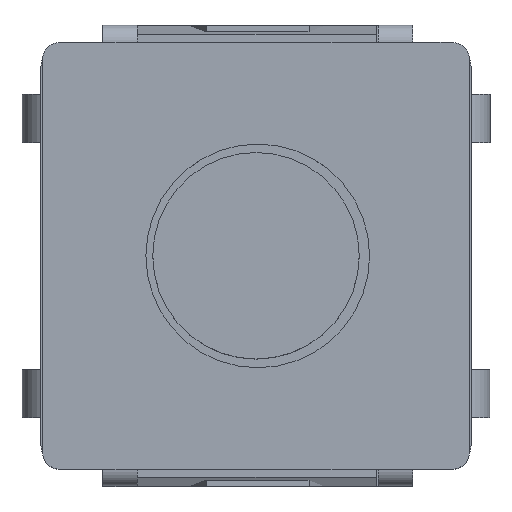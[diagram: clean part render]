
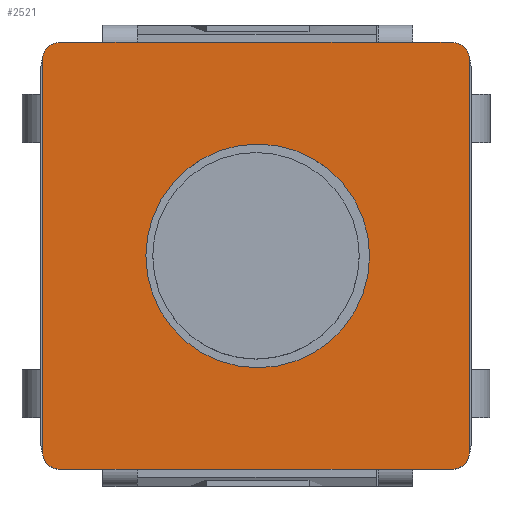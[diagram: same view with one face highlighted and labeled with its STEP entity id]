
A CAD part, top view. The second image highlights one B-rep face of the part: STEP entity #2521.
In plain terms, the highlighted face is planar.
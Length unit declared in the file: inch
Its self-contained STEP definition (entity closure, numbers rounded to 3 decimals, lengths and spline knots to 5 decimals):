
#2355=CARTESIAN_POINT('',(0.1122,0.04429,-0.12205));
#2356=VERTEX_POINT('',#2355);
#2363=CARTESIAN_POINT('',(0.12205,0.04429,-0.1122));
#2364=VERTEX_POINT('',#2363);
#2365=CARTESIAN_POINT('',(0.1122,0.04429,-0.1122));
#2366=DIRECTION('',(0.0,-1.,0.0));
#2367=DIRECTION('',(0.707,0.0,-0.707));
#2368=AXIS2_PLACEMENT_3D('',#2365,#2366,#2367);
#2369=CIRCLE('',#2368,0.00984);
#2370=EDGE_CURVE('',#2356,#2364,#2369,.T.);
#2381=CARTESIAN_POINT('',(-0.12205,0.04429,0.0));
#2382=DIRECTION('',(0.0,1.0,0.0));
#2383=DIRECTION('',(0.0,0.0,1.0));
#2384=AXIS2_PLACEMENT_3D('',#2381,#2382,#2383);
#2385=PLANE('',#2384);
#2386=ORIENTED_EDGE('',*,*,#2370,.F.);
#2387=CARTESIAN_POINT('',(-0.1122,0.04429,-0.12205));
#2388=VERTEX_POINT('',#2387);
#2389=CARTESIAN_POINT('',(0.1122,0.04429,-0.12205));
#2390=DIRECTION('',(-1.0,0.0,0.0));
#2391=VECTOR('',#2390,0.22441);
#2392=LINE('',#2389,#2391);
#2393=EDGE_CURVE('',#2356,#2388,#2392,.T.);
#2394=ORIENTED_EDGE('',*,*,#2393,.T.);
#2395=CARTESIAN_POINT('',(-0.12205,0.04429,-0.1122));
#2396=VERTEX_POINT('',#2395);
#2397=CARTESIAN_POINT('',(-0.1122,0.04429,-0.1122));
#2398=DIRECTION('',(0.0,-1.,0.0));
#2399=DIRECTION('',(-0.707,0.0,-0.707));
#2400=AXIS2_PLACEMENT_3D('',#2397,#2398,#2399);
#2401=CIRCLE('',#2400,0.00984);
#2402=EDGE_CURVE('',#2396,#2388,#2401,.T.);
#2403=ORIENTED_EDGE('',*,*,#2402,.F.);
#2404=CARTESIAN_POINT('',(-0.12205,0.04429,-0.08957));
#2405=VERTEX_POINT('',#2404);
#2406=CARTESIAN_POINT('',(-0.12205,0.04429,-0.1122));
#2407=DIRECTION('',(0.0,0.0,1.0));
#2408=VECTOR('',#2407,0.02264);
#2409=LINE('',#2406,#2408);
#2410=EDGE_CURVE('',#2396,#2405,#2409,.T.);
#2411=ORIENTED_EDGE('',*,*,#2410,.T.);
#2412=CARTESIAN_POINT('',(-0.12205,0.04429,-0.06988));
#2413=VERTEX_POINT('',#2412);
#2414=CARTESIAN_POINT('',(-0.12205,0.04429,-0.08957));
#2415=DIRECTION('',(0.0,0.0,1.0));
#2416=VECTOR('',#2415,0.01969);
#2417=LINE('',#2414,#2416);
#2418=EDGE_CURVE('',#2405,#2413,#2417,.T.);
#2419=ORIENTED_EDGE('',*,*,#2418,.T.);
#2420=CARTESIAN_POINT('',(-0.12205,0.04429,0.06791));
#2421=VERTEX_POINT('',#2420);
#2422=CARTESIAN_POINT('',(-0.12205,0.04429,-0.06988));
#2423=DIRECTION('',(0.0,0.0,1.0));
#2424=VECTOR('',#2423,0.1378);
#2425=LINE('',#2422,#2424);
#2426=EDGE_CURVE('',#2413,#2421,#2425,.T.);
#2427=ORIENTED_EDGE('',*,*,#2426,.T.);
#2428=CARTESIAN_POINT('',(-0.12205,0.04429,0.0876));
#2429=VERTEX_POINT('',#2428);
#2430=CARTESIAN_POINT('',(-0.12205,0.04429,0.06791));
#2431=DIRECTION('',(0.0,0.0,1.0));
#2432=VECTOR('',#2431,0.01969);
#2433=LINE('',#2430,#2432);
#2434=EDGE_CURVE('',#2421,#2429,#2433,.T.);
#2435=ORIENTED_EDGE('',*,*,#2434,.T.);
#2436=CARTESIAN_POINT('',(-0.12205,0.04429,0.1122));
#2437=VERTEX_POINT('',#2436);
#2438=CARTESIAN_POINT('',(-0.12205,0.04429,0.0876));
#2439=DIRECTION('',(0.0,0.0,1.0));
#2440=VECTOR('',#2439,0.02461);
#2441=LINE('',#2438,#2440);
#2442=EDGE_CURVE('',#2429,#2437,#2441,.T.);
#2443=ORIENTED_EDGE('',*,*,#2442,.T.);
#2444=CARTESIAN_POINT('',(-0.1122,0.04429,0.12205));
#2445=VERTEX_POINT('',#2444);
#2446=CARTESIAN_POINT('',(-0.1122,0.04429,0.1122));
#2447=DIRECTION('',(0.0,-1.,0.0));
#2448=DIRECTION('',(-0.707,0.0,0.707));
#2449=AXIS2_PLACEMENT_3D('',#2446,#2447,#2448);
#2450=CIRCLE('',#2449,0.00984);
#2451=EDGE_CURVE('',#2445,#2437,#2450,.T.);
#2452=ORIENTED_EDGE('',*,*,#2451,.F.);
#2453=CARTESIAN_POINT('',(0.1122,0.04429,0.12205));
#2454=VERTEX_POINT('',#2453);
#2455=CARTESIAN_POINT('',(-0.1122,0.04429,0.12205));
#2456=DIRECTION('',(1.0,0.0,0.0));
#2457=VECTOR('',#2456,0.22441);
#2458=LINE('',#2455,#2457);
#2459=EDGE_CURVE('',#2445,#2454,#2458,.T.);
#2460=ORIENTED_EDGE('',*,*,#2459,.T.);
#2461=CARTESIAN_POINT('',(0.12205,0.04429,0.1122));
#2462=VERTEX_POINT('',#2461);
#2463=CARTESIAN_POINT('',(0.1122,0.04429,0.1122));
#2464=DIRECTION('',(0.0,-1.,0.0));
#2465=DIRECTION('',(0.707,0.0,0.707));
#2466=AXIS2_PLACEMENT_3D('',#2463,#2464,#2465);
#2467=CIRCLE('',#2466,0.00984);
#2468=EDGE_CURVE('',#2462,#2454,#2467,.T.);
#2469=ORIENTED_EDGE('',*,*,#2468,.F.);
#2470=CARTESIAN_POINT('',(0.12205,0.04429,0.0876));
#2471=VERTEX_POINT('',#2470);
#2472=CARTESIAN_POINT('',(0.12205,0.04429,0.0876));
#2473=DIRECTION('',(0.0,0.0,1.0));
#2474=VECTOR('',#2473,0.02461);
#2475=LINE('',#2472,#2474);
#2476=EDGE_CURVE('',#2471,#2462,#2475,.T.);
#2477=ORIENTED_EDGE('',*,*,#2476,.F.);
#2478=CARTESIAN_POINT('',(0.12205,0.04429,0.06791));
#2479=VERTEX_POINT('',#2478);
#2480=CARTESIAN_POINT('',(0.12205,0.04429,0.06791));
#2481=DIRECTION('',(0.0,0.0,1.0));
#2482=VECTOR('',#2481,0.01969);
#2483=LINE('',#2480,#2482);
#2484=EDGE_CURVE('',#2479,#2471,#2483,.T.);
#2485=ORIENTED_EDGE('',*,*,#2484,.F.);
#2486=CARTESIAN_POINT('',(0.12205,0.04429,-0.06988));
#2487=VERTEX_POINT('',#2486);
#2488=CARTESIAN_POINT('',(0.12205,0.04429,-0.06988));
#2489=DIRECTION('',(0.0,0.0,1.0));
#2490=VECTOR('',#2489,0.1378);
#2491=LINE('',#2488,#2490);
#2492=EDGE_CURVE('',#2487,#2479,#2491,.T.);
#2493=ORIENTED_EDGE('',*,*,#2492,.F.);
#2494=CARTESIAN_POINT('',(0.12205,0.04429,-0.08957));
#2495=VERTEX_POINT('',#2494);
#2496=CARTESIAN_POINT('',(0.12205,0.04429,-0.08957));
#2497=DIRECTION('',(0.0,0.0,1.0));
#2498=VECTOR('',#2497,0.01969);
#2499=LINE('',#2496,#2498);
#2500=EDGE_CURVE('',#2495,#2487,#2499,.T.);
#2501=ORIENTED_EDGE('',*,*,#2500,.F.);
#2502=CARTESIAN_POINT('',(0.12205,0.04429,-0.1122));
#2503=DIRECTION('',(0.0,0.0,1.0));
#2504=VECTOR('',#2503,0.02264);
#2505=LINE('',#2502,#2504);
#2506=EDGE_CURVE('',#2364,#2495,#2505,.T.);
#2507=ORIENTED_EDGE('',*,*,#2506,.F.);
#2508=EDGE_LOOP('',(#2386,#2394,#2403,#2411,#2419,#2427,#2435,#2443,#2452,#2460,#2469,#2477,#2485,#2493,#2501,#2507));
#2509=FACE_OUTER_BOUND('',#2508,.T.);
#2510=CARTESIAN_POINT('',(0.06398,0.04429,-0.00098));
#2511=VERTEX_POINT('',#2510);
#2512=CARTESIAN_POINT('',(0.,0.04429,-0.00098));
#2513=DIRECTION('',(0.0,-1.0,0.0));
#2514=DIRECTION('',(-1.0,0.0,0.0));
#2515=AXIS2_PLACEMENT_3D('',#2512,#2513,#2514);
#2516=CIRCLE('',#2515,0.06398);
#2517=EDGE_CURVE('',#2511,#2511,#2516,.T.);
#2518=ORIENTED_EDGE('',*,*,#2517,.T.);
#2519=EDGE_LOOP('',(#2518));
#2520=FACE_BOUND('',#2519,.T.);
#2521=ADVANCED_FACE('',(#2509,#2520),#2385,.T.);
